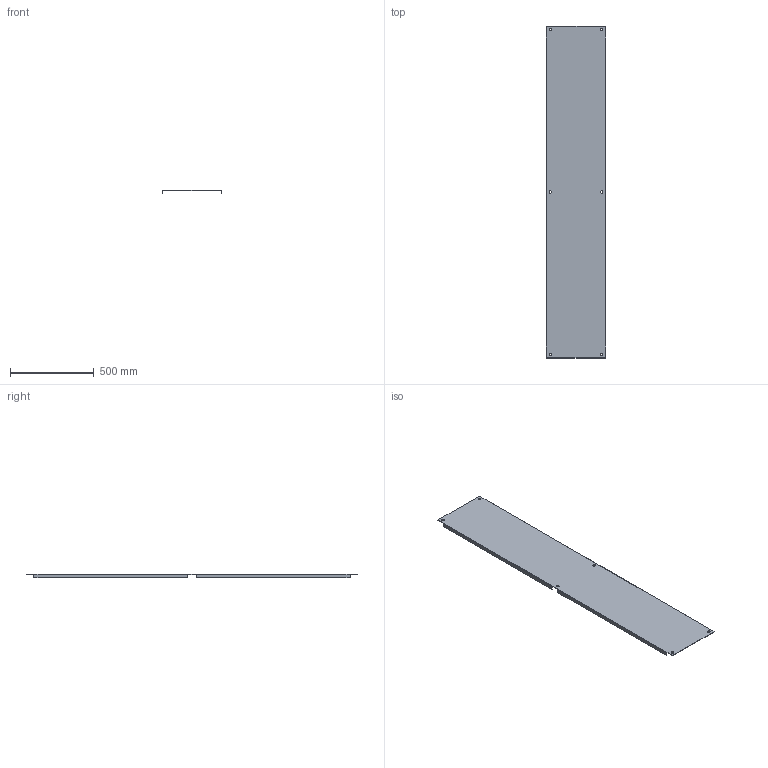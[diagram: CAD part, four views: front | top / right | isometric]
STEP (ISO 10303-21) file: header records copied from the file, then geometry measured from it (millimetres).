
FILE_DESCRIPTION((''),'2;1');
FILE_NAME('WA90SMP14G.stp','2013-06-27T07:16:46',('ypadmaraja'),(''),'Autodesk Inventor 2012','Autodesk Inventor 2012','');
FILE_SCHEMA(('AUTOMOTIVE_DESIGN { 1 0 10303 214 1 1 1 1 }'));
Length unit declared in the file: inch
Products named in the file (1): WA60SMP14G-WA90SMP20G
Bounding box: 355.6 x 1981.2 x 22.23 mm (x, y, z)
Volume: 1840948.9 mm3; surface area: 1558365.7 mm2
Topology: 1 solids, 1 shells, 48 faces, 134 edges, 88 vertices
Faces by surface type: plane 34, cylinder 14
Full cylindrical faces by diameter (mm): 14.288 x6
Entity records: 1556 total; most frequent: CARTESIAN_POINT 265, ORIENTED_EDGE 256, DIRECTION 254, EDGE_CURVE 128, VECTOR 100, LINE 100, VERTEX_POINT 88, AXIS2_PLACEMENT_3D 77
